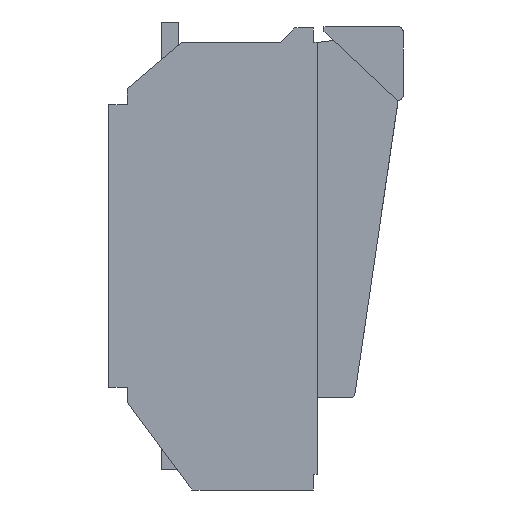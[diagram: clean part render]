
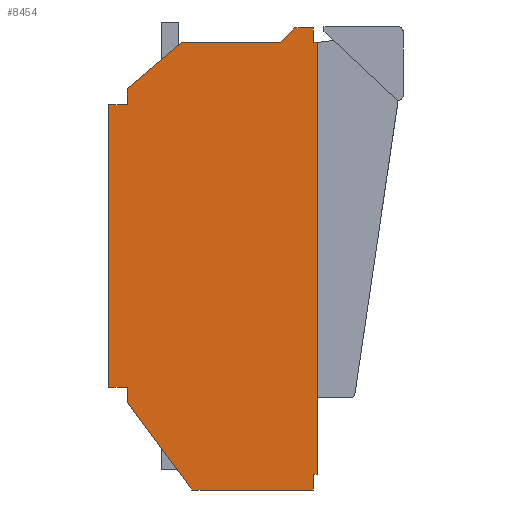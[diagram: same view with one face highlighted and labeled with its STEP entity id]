
A CAD part, front view. The second image highlights one B-rep face of the part: STEP entity #8454.
In plain terms, the highlighted planar face has unit normal (0, -1, 0).
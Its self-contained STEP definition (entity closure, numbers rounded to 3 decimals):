
#6634=DIRECTION('',(0.,0.,1.));
#6635=VECTOR('',#6634,214.);
#6636=CARTESIAN_POINT('',(0.,-162.,-107.));
#6637=LINE('',#6636,#6635);
#6756=DIRECTION('',(1.,0.,0.));
#6757=VECTOR('',#6756,14.);
#6758=CARTESIAN_POINT('',(0.,-162.,107.));
#6759=LINE('',#6758,#6757);
#6784=DIRECTION('',(0.,0.,1.));
#6785=VECTOR('',#6784,12.);
#6786=CARTESIAN_POINT('',(14.,-162.,107.));
#6787=LINE('',#6786,#6785);
#6847=DIRECTION('',(0.,0.,-1.));
#6848=VECTOR('',#6847,327.);
#6849=CARTESIAN_POINT('',(158.,-162.,154.));
#6850=LINE('',#6849,#6848);
#6945=DIRECTION('',(-1.,0.,0.));
#6946=VECTOR('',#6945,14.);
#6947=CARTESIAN_POINT('',(14.,-162.,-107.));
#6948=LINE('',#6947,#6946);
#6966=DIRECTION('',(-0.761,0.,-0.649));
#6967=VECTOR('',#6966,53.907);
#6968=CARTESIAN_POINT('',(55.,-162.,154.));
#6969=LINE('',#6968,#6967);
#6973=DIRECTION('',(-0.707,0.,-0.707));
#6974=VECTOR('',#6973,15.556);
#6975=CARTESIAN_POINT('',(141.,-162.,165.));
#6976=LINE('',#6975,#6974);
#6980=DIRECTION('',(0.596,0.,-0.803));
#6981=VECTOR('',#6980,82.201);
#6982=CARTESIAN_POINT('',(14.,-162.,-119.));
#6983=LINE('',#6982,#6981);
#7001=DIRECTION('',(1.,0.,0.));
#7002=VECTOR('',#7001,75.);
#7003=CARTESIAN_POINT('',(55.,-162.,154.));
#7004=LINE('',#7003,#7002);
#7064=DIRECTION('',(0.,0.,-1.));
#7065=VECTOR('',#7064,11.);
#7066=CARTESIAN_POINT('',(155.,-162.,165.));
#7067=LINE('',#7066,#7065);
#7094=DIRECTION('',(1.,0.,0.));
#7095=VECTOR('',#7094,3.);
#7096=CARTESIAN_POINT('',(155.,-162.,154.));
#7097=LINE('',#7096,#7095);
#7108=DIRECTION('',(1.,0.,0.));
#7109=VECTOR('',#7108,14.);
#7110=CARTESIAN_POINT('',(141.,-162.,165.));
#7111=LINE('',#7110,#7109);
#7159=DIRECTION('',(-1.,0.,0.));
#7160=VECTOR('',#7159,3.);
#7161=CARTESIAN_POINT('',(158.,-162.,-173.));
#7162=LINE('',#7161,#7160);
#7173=DIRECTION('',(0.,0.,-1.));
#7174=VECTOR('',#7173,12.);
#7175=CARTESIAN_POINT('',(155.,-162.,-173.));
#7176=LINE('',#7175,#7174);
#7210=DIRECTION('',(-1.,0.,0.));
#7211=VECTOR('',#7210,92.);
#7212=CARTESIAN_POINT('',(155.,-162.,-185.));
#7213=LINE('',#7212,#7211);
#7231=DIRECTION('',(0.,0.,1.));
#7232=VECTOR('',#7231,12.);
#7233=CARTESIAN_POINT('',(14.,-162.,-119.));
#7234=LINE('',#7233,#7232);
#7937=CARTESIAN_POINT('',(0.,-162.,107.));
#7939=VERTEX_POINT('',#7937);
#7943=CARTESIAN_POINT('',(0.,-162.,-107.));
#7944=VERTEX_POINT('',#7943);
#7973=CARTESIAN_POINT('',(14.,-162.,107.));
#7975=VERTEX_POINT('',#7973);
#8019=CARTESIAN_POINT('',(14.,-162.,-107.));
#8020=VERTEX_POINT('',#8019);
#8021=CARTESIAN_POINT('',(14.,-162.,119.));
#8022=VERTEX_POINT('',#8021);
#8023=CARTESIAN_POINT('',(14.,-162.,-119.));
#8024=VERTEX_POINT('',#8023);
#8025=CARTESIAN_POINT('',(63.,-162.,-185.));
#8026=VERTEX_POINT('',#8025);
#8027=CARTESIAN_POINT('',(155.,-162.,-185.));
#8028=VERTEX_POINT('',#8027);
#8029=CARTESIAN_POINT('',(155.,-162.,-173.));
#8030=VERTEX_POINT('',#8029);
#8031=CARTESIAN_POINT('',(158.,-162.,-173.));
#8032=VERTEX_POINT('',#8031);
#8033=CARTESIAN_POINT('',(158.,-162.,154.));
#8034=VERTEX_POINT('',#8033);
#8035=CARTESIAN_POINT('',(155.,-162.,154.));
#8036=VERTEX_POINT('',#8035);
#8037=CARTESIAN_POINT('',(155.,-162.,165.));
#8038=VERTEX_POINT('',#8037);
#8039=CARTESIAN_POINT('',(141.,-162.,165.));
#8040=VERTEX_POINT('',#8039);
#8041=CARTESIAN_POINT('',(130.,-162.,154.));
#8042=VERTEX_POINT('',#8041);
#8043=CARTESIAN_POINT('',(55.,-162.,154.));
#8044=VERTEX_POINT('',#8043);
#8420=CARTESIAN_POINT('',(0.,-162.,0.));
#8421=DIRECTION('',(0.,-1.,0.));
#8422=DIRECTION('',(0.,0.,-1.));
#8423=AXIS2_PLACEMENT_3D('',#8420,#8421,#8422);
#8424=PLANE('',#8423);
#8425=ORIENTED_EDGE('',*,*,#8277,.T.);
#8427=ORIENTED_EDGE('',*,*,#8426,.F.);
#8429=ORIENTED_EDGE('',*,*,#8428,.T.);
#8431=ORIENTED_EDGE('',*,*,#8430,.F.);
#8433=ORIENTED_EDGE('',*,*,#8432,.T.);
#8435=ORIENTED_EDGE('',*,*,#8434,.T.);
#8437=ORIENTED_EDGE('',*,*,#8436,.T.);
#8438=ORIENTED_EDGE('',*,*,#8326,.T.);
#8440=ORIENTED_EDGE('',*,*,#8439,.T.);
#8442=ORIENTED_EDGE('',*,*,#8441,.T.);
#8444=ORIENTED_EDGE('',*,*,#8443,.T.);
#8446=ORIENTED_EDGE('',*,*,#8445,.F.);
#8448=ORIENTED_EDGE('',*,*,#8447,.T.);
#8449=ORIENTED_EDGE('',*,*,#8398,.T.);
#8450=ORIENTED_EDGE('',*,*,#8184,.T.);
#8451=ORIENTED_EDGE('',*,*,#8245,.T.);
#8452=EDGE_LOOP('',(#8425,#8427,#8429,#8431,#8433,#8435,#8437,#8438,#8440,#8442,
#8444,#8446,#8448,#8449,#8450,#8451));
#8453=FACE_OUTER_BOUND('',#8452,.F.);
#8184=EDGE_CURVE('',#7944,#7939,#6637,.T.);
#8245=EDGE_CURVE('',#7939,#7975,#6759,.T.);
#8277=EDGE_CURVE('',#7975,#8022,#6787,.T.);
#8326=EDGE_CURVE('',#8034,#8032,#6850,.T.);
#8398=EDGE_CURVE('',#8020,#7944,#6948,.T.);
#8426=EDGE_CURVE('',#8044,#8022,#6969,.T.);
#8428=EDGE_CURVE('',#8044,#8042,#7004,.T.);
#8430=EDGE_CURVE('',#8040,#8042,#6976,.T.);
#8432=EDGE_CURVE('',#8040,#8038,#7111,.T.);
#8434=EDGE_CURVE('',#8038,#8036,#7067,.T.);
#8436=EDGE_CURVE('',#8036,#8034,#7097,.T.);
#8439=EDGE_CURVE('',#8032,#8030,#7162,.T.);
#8441=EDGE_CURVE('',#8030,#8028,#7176,.T.);
#8443=EDGE_CURVE('',#8028,#8026,#7213,.T.);
#8445=EDGE_CURVE('',#8024,#8026,#6983,.T.);
#8447=EDGE_CURVE('',#8024,#8020,#7234,.T.);
#8454=ADVANCED_FACE('',(#8453),#8424,.T.);
